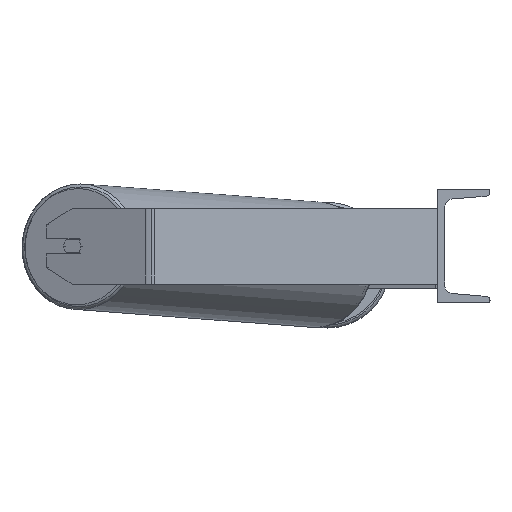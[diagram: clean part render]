
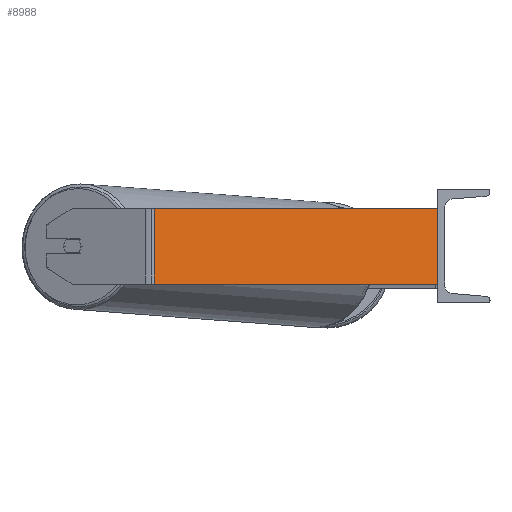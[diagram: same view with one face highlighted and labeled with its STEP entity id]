
A CAD part, left-side view. The second image highlights one B-rep face of the part: STEP entity #8988.
In plain terms, the highlighted planar face has unit normal (-0.985, -0.174, 0).
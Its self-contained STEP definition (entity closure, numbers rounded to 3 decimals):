
#50 = EDGE_CURVE ( 'NONE', #4546, #4964, #9033, .T. ) ;
#115 = LINE ( 'NONE', #4361, #4878 ) ;
#311 = DIRECTION ( 'NONE',  ( 0.985, 0.174, 0. ) ) ;
#526 = CARTESIAN_POINT ( 'NONE',  ( -885., 0., -40. ) ) ;
#805 = ORIENTED_EDGE ( 'NONE', *, *, #2439, .F. ) ;
#1037 = EDGE_LOOP ( 'NONE', ( #3656, #2734, #805, #1235 ) ) ;
#1195 = EDGE_CURVE ( 'NONE', #1609, #7771, #115, .T. ) ;
#1235 = ORIENTED_EDGE ( 'NONE', *, *, #50, .T. ) ;
#1264 = CARTESIAN_POINT ( 'NONE',  ( -937.882, 299.907, -40. ) ) ;
#1609 = VERTEX_POINT ( 'NONE', #2939 ) ;
#2439 = EDGE_CURVE ( 'NONE', #4546, #1609, #8749, .T. ) ;
#2621 = DIRECTION ( 'NONE',  ( 0., 0., -1. ) ) ;
#2734 = ORIENTED_EDGE ( 'NONE', *, *, #1195, .F. ) ;
#2868 = VECTOR ( 'NONE', #7301, 1000. ) ;
#2939 = CARTESIAN_POINT ( 'NONE',  ( -885., 0., 40. ) ) ;
#3656 = ORIENTED_EDGE ( 'NONE', *, *, #3836, .T. ) ;
#3722 = DIRECTION ( 'NONE',  ( -0.174, 0.985, 0. ) ) ;
#3836 = EDGE_CURVE ( 'NONE', #4964, #7771, #5125, .T. ) ;
#3882 = DIRECTION ( 'NONE',  ( 0.174, -0.985, 0. ) ) ;
#4361 = CARTESIAN_POINT ( 'NONE',  ( -885., 0., 40. ) ) ;
#4413 = PLANE ( 'NONE',  #8366 ) ;
#4530 = CARTESIAN_POINT ( 'NONE',  ( -938.758, 304.875, 40. ) ) ;
#4546 = VERTEX_POINT ( 'NONE', #6715 ) ;
#4604 = VECTOR ( 'NONE', #2621, 1000. ) ;
#4679 = DIRECTION ( 'NONE',  ( 0., 0., -1. ) ) ;
#4878 = VECTOR ( 'NONE', #4679, 1000. ) ;
#4964 = VERTEX_POINT ( 'NONE', #1264 ) ;
#5125 = LINE ( 'NONE', #6551, #2868 ) ;
#6551 = CARTESIAN_POINT ( 'NONE',  ( -938.758, 304.875, -40. ) ) ;
#6650 = CARTESIAN_POINT ( 'NONE',  ( -938.758, 304.875, 40. ) ) ;
#6715 = CARTESIAN_POINT ( 'NONE',  ( -937.882, 299.907, 40. ) ) ;
#6980 = VECTOR ( 'NONE', #3882, 1000. ) ;
#7301 = DIRECTION ( 'NONE',  ( 0.174, -0.985, 0. ) ) ;
#7771 = VERTEX_POINT ( 'NONE', #526 ) ;
#7950 = FACE_OUTER_BOUND ( 'NONE', #1037, .T. ) ;
#8366 = AXIS2_PLACEMENT_3D ( 'NONE', #4530, #311, #3722 ) ;
#8749 = LINE ( 'NONE', #6650, #6980 ) ;
#8988 = ADVANCED_FACE ( 'NONE', ( #7950 ), #4413, .F. ) ;
#9033 = LINE ( 'NONE', #9126, #4604 ) ;
#9126 = CARTESIAN_POINT ( 'NONE',  ( -937.882, 299.907, 40. ) ) ;
